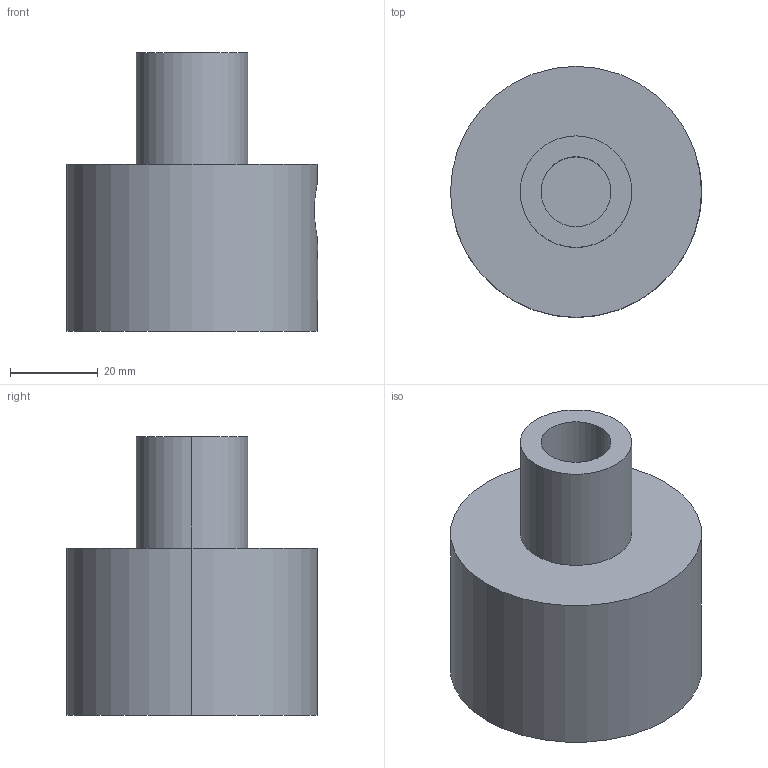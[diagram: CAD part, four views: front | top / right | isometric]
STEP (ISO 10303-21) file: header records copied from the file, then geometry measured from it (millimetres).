
FILE_DESCRIPTION (( 'STEP AP214' ), '1' );
FILE_NAME ('lathe actuator assembly-inch-m2.STEP', '2012-04-26T23:20:45', ( '' ), ( '' ), 'SwSTEP 2.0', 'SolidWorks 2011', '' );
FILE_SCHEMA (( 'AUTOMOTIVE_DESIGN' ));
Length unit declared in the file: inch
Products named in the file (5): lathe actuator assembly-inch-m23; lathe actuator assembly-inch-m24; lathe actuator assembly-inch-m22; lathe actuator assembly-inch-m21; lathe actuator assembly-inch-m2
Assembly tree (4 placements, depth 2):
  lathe actuator assembly-inch-m2
    lathe actuator assembly-inch-m22
    lathe actuator assembly-inch-m21
    lathe actuator assembly-inch-m23
    lathe actuator assembly-inch-m24
Bounding box: 57.15 x 57.15 x 63.5 mm (x, y, z)
Volume: 105202.2 mm3; surface area: 21416.7 mm2
Topology: 4 solids, 4 shells, 181 faces, 492 edges, 325 vertices
Faces by surface type: cylinder 142, plane 28, cone 5, bspline 4, sphere 2
Entity records: 8641 total; most frequent: CARTESIAN_POINT 4228, ORIENTED_EDGE 984, DIRECTION 726, EDGE_CURVE 492, VERTEX_POINT 325, AXIS2_PLACEMENT_3D 271, EDGE_LOOP 195, LINE 184
